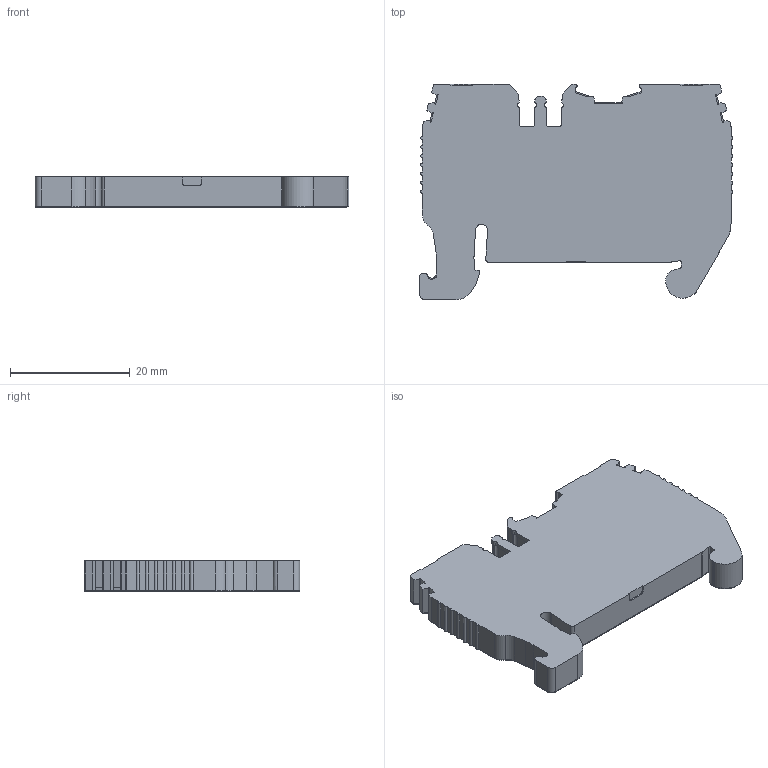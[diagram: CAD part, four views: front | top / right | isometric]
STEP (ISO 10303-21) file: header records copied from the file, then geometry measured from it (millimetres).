
FILE_DESCRIPTION (( 'STEP AP203' ), '1' );
FILE_NAME ('KN-P25DA-25.step', '2025-04-29T14:10:50', ( '' ), ( '' ), 'SwSTEP 2.0', 'SolidWorks 2024', '' );
FILE_SCHEMA (( 'CONFIG_CONTROL_DESIGN' ));
Length unit declared in the file: inch
Products named in the file (1): KN-P25DA-25
Bounding box: 52.48 x 36.07 x 5.15 mm (x, y, z)
Volume: 7675.6 mm3; surface area: 4277.6 mm2
Topology: 1 solids, 1 shells, 584 faces, 1692 edges, 1111 vertices
Faces by surface type: plane 308, cylinder 239, bspline 31, cone 6
Entity records: 19810 total; most frequent: CARTESIAN_POINT 4241, ORIENTED_EDGE 3368, DIRECTION 3186, EDGE_CURVE 1684, VECTOR 1124, LINE 1124, VERTEX_POINT 1111, AXIS2_PLACEMENT_3D 1031
